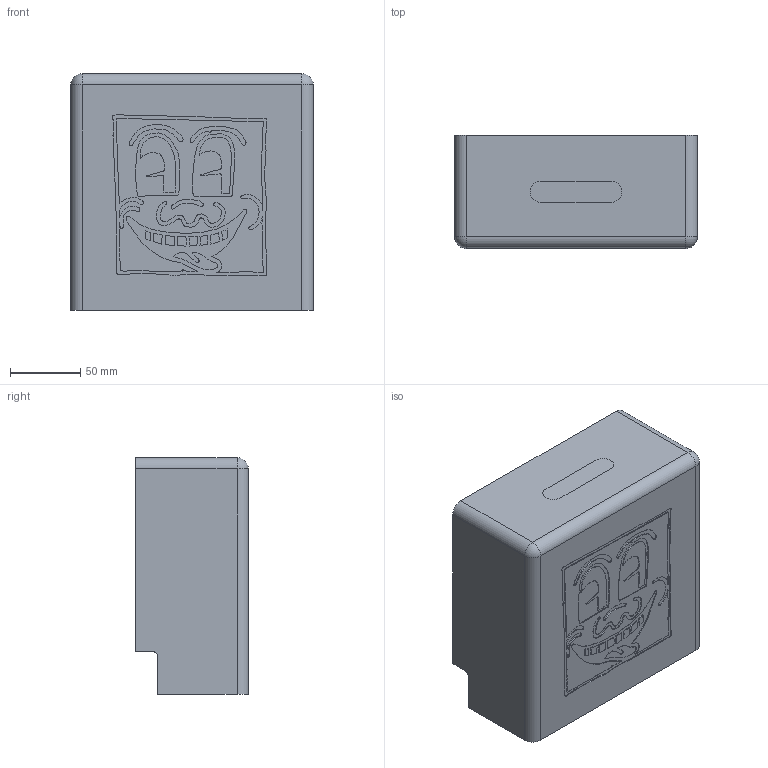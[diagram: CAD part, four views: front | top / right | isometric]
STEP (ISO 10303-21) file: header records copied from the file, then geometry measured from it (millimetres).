
FILE_DESCRIPTION (( 'STEP AP214' ), '1' );
FILE_NAME ('Front_mono_color.STEP', '2024-08-19T13:23:25', ( '' ), ( '' ), 'SwSTEP 2.0', 'SolidWorks 2024', '' );
FILE_SCHEMA (( 'AUTOMOTIVE_DESIGN' ));
Length unit declared in the file: millimetre
Products named in the file (1): Front_mono_color
Bounding box: 172 x 80 x 168 mm (x, y, z)
Volume: 941287.5 mm3; surface area: 123462.1 mm2
Topology: 2 solids, 2 shells, 150 faces, 349 edges, 224 vertices
Faces by surface type: bspline 62, plane 46, cylinder 26, cone 8, torus 6, sphere 2
Entity records: 7555 total; most frequent: CARTESIAN_POINT 4468, ORIENTED_EDGE 694, DIRECTION 475, EDGE_CURVE 347, VERTEX_POINT 224, EDGE_LOOP 175, AXIS2_PLACEMENT_3D 163, FACE_OUTER_BOUND 150
